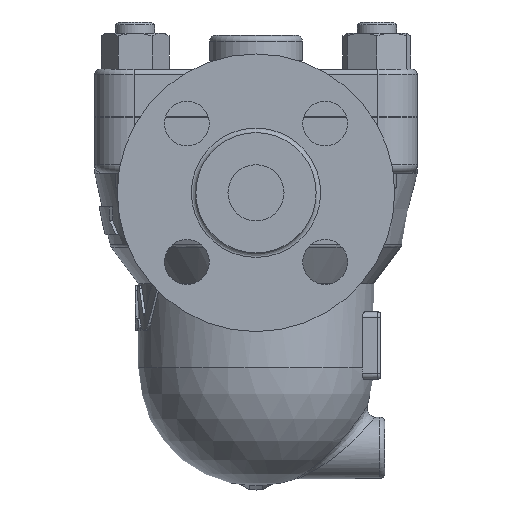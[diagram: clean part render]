
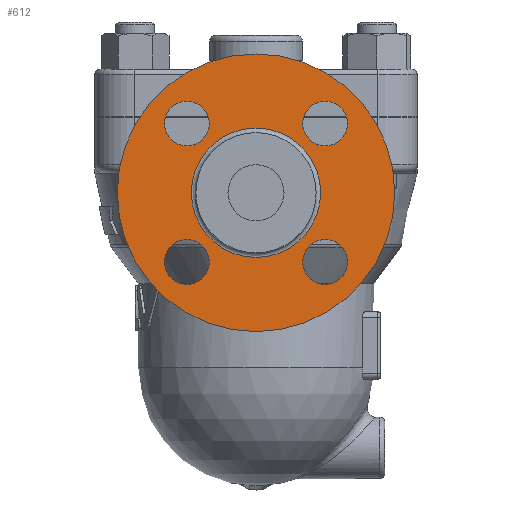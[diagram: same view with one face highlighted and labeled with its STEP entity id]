
A CAD part, left-side view. The second image highlights one B-rep face of the part: STEP entity #612.
In plain terms, the highlighted free-form (B-spline) face has degree [1, 1] with [2, 2] control points.
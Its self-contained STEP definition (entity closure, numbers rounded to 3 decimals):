
#223=CARTESIAN_POINT('',(-123.9,0.0,42.5));
#224=VERTEX_POINT('',#223);
#225=CARTESIAN_POINT('',(-123.9,0.0,-7.));
#226=DIRECTION('',(-1.0,0.0,0.0));
#227=DIRECTION('',(0.0,0.0,1.0));
#228=AXIS2_PLACEMENT_3D('',#225,#226,#227);
#229=CIRCLE('',#228,49.5);
#230=EDGE_CURVE('',#224,#224,#229,.T.);
#246=CARTESIAN_POINT('',(-123.9,-16.678,17.678));
#247=VERTEX_POINT('',#246);
#248=CARTESIAN_POINT('',(-123.9,-24.678,17.678));
#249=DIRECTION('',(1.0,0.0,0.0));
#250=DIRECTION('',(0.0,1.0,0.0));
#251=AXIS2_PLACEMENT_3D('',#248,#249,#250);
#252=CIRCLE('',#251,8.0);
#253=EDGE_CURVE('',#247,#247,#252,.T.);
#266=CARTESIAN_POINT('',(-123.9,-24.678,-23.678));
#267=VERTEX_POINT('',#266);
#268=CARTESIAN_POINT('',(-123.9,-24.678,-31.678));
#269=DIRECTION('',(1.0,0.0,0.0));
#270=DIRECTION('',(0.0,0.0,1.0));
#271=AXIS2_PLACEMENT_3D('',#268,#269,#270);
#272=CIRCLE('',#271,8.0);
#273=EDGE_CURVE('',#267,#267,#272,.T.);
#286=CARTESIAN_POINT('',(-123.9,16.678,-31.678));
#287=VERTEX_POINT('',#286);
#288=CARTESIAN_POINT('',(-123.9,24.678,-31.678));
#289=DIRECTION('',(1.0,0.0,0.0));
#290=DIRECTION('',(0.0,-1.0,0.0));
#291=AXIS2_PLACEMENT_3D('',#288,#289,#290);
#292=CIRCLE('',#291,8.0);
#293=EDGE_CURVE('',#287,#287,#292,.T.);
#306=CARTESIAN_POINT('',(-123.9,24.678,9.678));
#307=VERTEX_POINT('',#306);
#308=CARTESIAN_POINT('',(-123.9,24.678,17.678));
#309=DIRECTION('',(1.0,0.0,0.0));
#310=DIRECTION('',(0.0,0.0,-1.0));
#311=AXIS2_PLACEMENT_3D('',#308,#309,#310);
#312=CIRCLE('',#311,8.0);
#313=EDGE_CURVE('',#307,#307,#312,.T.);
#577=CARTESIAN_POINT('',(-123.9,0.,16.05));
#578=VERTEX_POINT('',#577);
#579=CARTESIAN_POINT('',(-123.9,0.0,-7.));
#580=DIRECTION('',(1.0,0.0,0.0));
#581=DIRECTION('',(0.0,0.0,-1.0));
#582=AXIS2_PLACEMENT_3D('',#579,#580,#581);
#583=CIRCLE('',#582,23.05);
#584=EDGE_CURVE('',#578,#578,#583,.T.);
#589=CARTESIAN_POINT('',(-123.9,49.5,42.5));
#590=CARTESIAN_POINT('',(-123.9,49.5,-56.5));
#591=CARTESIAN_POINT('',(-123.9,-49.5,42.5));
#592=CARTESIAN_POINT('',(-123.9,-49.5,-56.5));
#593=B_SPLINE_SURFACE_WITH_KNOTS('',1,1,((#589,#591),(#590,#592)),.UNSPECIFIED.,.F.,.F.,.U.,(2,2),(2,2),(0.0,99.),(0.0,99.0),.UNSPECIFIED.);
#594=ORIENTED_EDGE('',*,*,#230,.T.);
#595=EDGE_LOOP('',(#594));
#596=FACE_OUTER_BOUND('',#595,.T.);
#597=ORIENTED_EDGE('',*,*,#253,.T.);
#598=EDGE_LOOP('',(#597));
#599=FACE_BOUND('',#598,.T.);
#600=ORIENTED_EDGE('',*,*,#273,.T.);
#601=EDGE_LOOP('',(#600));
#602=FACE_BOUND('',#601,.T.);
#603=ORIENTED_EDGE('',*,*,#293,.T.);
#604=EDGE_LOOP('',(#603));
#605=FACE_BOUND('',#604,.T.);
#606=ORIENTED_EDGE('',*,*,#313,.T.);
#607=EDGE_LOOP('',(#606));
#608=FACE_BOUND('',#607,.T.);
#609=ORIENTED_EDGE('',*,*,#584,.T.);
#610=EDGE_LOOP('',(#609));
#611=FACE_BOUND('',#610,.T.);
#612=ADVANCED_FACE('',(#596,#599,#602,#605,#608,#611),#593,.T.);
